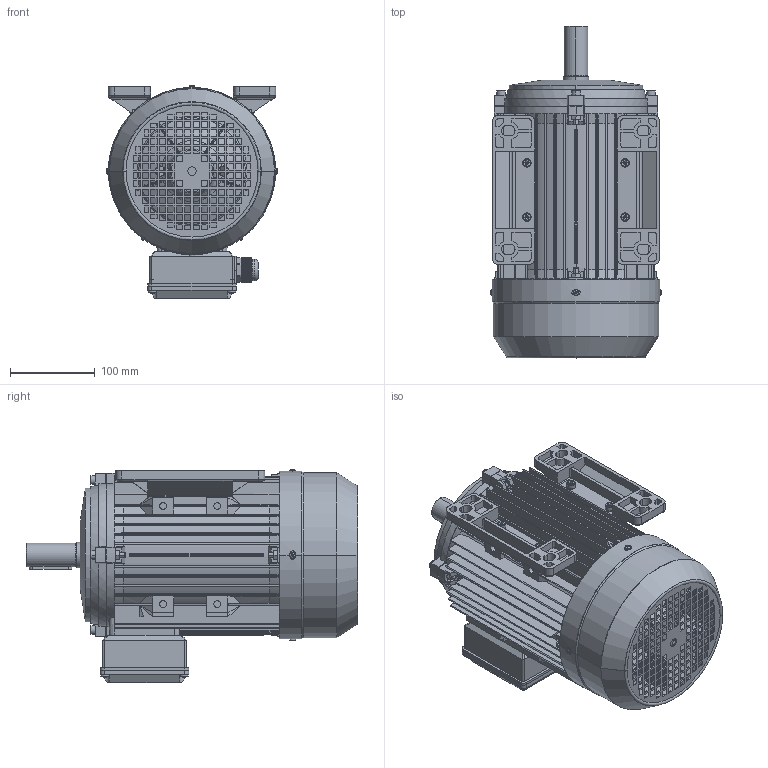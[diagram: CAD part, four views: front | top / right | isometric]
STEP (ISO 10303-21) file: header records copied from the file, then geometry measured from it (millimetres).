
FILE_DESCRIPTION (( 'STEP AP203' ), '1' );
FILE_NAME ('MS100L B3外形图.STEP', '2009-04-07T02:19:46', ( '微软用户' ), ( '微软中国' ), 'SwSTEP 2.0', 'SolidWorks 2008', '' );
FILE_SCHEMA (( 'CONFIG_CONTROL_DESIGN' ));
Length unit declared in the file: millimetre
Products named in the file (16): 100底脚_默认; 80-100接线盒盖_默认; 80-100出线螺套_默认; Cross recessed pan head tapping screws GB_GB_CROSS_SCREWS_TYPE128 ST4.8X9.5 H C-N; Hex nuts, style 1-Grades AB GB_GB_FASTENER_NUT_SNAB1 M6-N; MS100L B3俋倛芞; 100L机壳新_默认; 前B3盖_默认; Hexagon socket head cap screws GB_GB_FASTENER_SCREWS_HSHCS M6X20-N; Hexagon socket head cap screws GB_GB_FASTENER_SCREWS_HSHCS M6X35-N; 后端盖_默认; 80-100接线盒座_默认; y2风叶100#_默认; 100风罩_默认; FMCR tapping screws-scrape point A GB_GB_CROSS_SCREWS_TYPE143 ST3.5X7-N; Hexagon socket head cap screws GB_GB_FSTENER_SCREWS_HSHCS M6X35-N
Assembly tree (37 placements, depth 2):
  MS100L B3俋倛芞
    Cross recessed pan head tapping screws GB_GB_CROSS_SCREWS_TYPE128 ST4.8X9.5 H C-N  x4
    前B3盖_默认
    y2风叶100#_默认
    FMCR tapping screws-scrape point A GB_GB_CROSS_SCREWS_TYPE143 ST3.5X7-N  x4
    Hexagon socket head cap screws GB_GB_FSTENER_SCREWS_HSHCS M6X35-N  x7
    100L机壳新_默认
    Hex nuts, style 1-Grades AB GB_GB_FASTENER_NUT_SNAB1 M6-N  x7
    Hexagon socket head cap screws GB_GB_FASTENER_SCREWS_HSHCS M6X35-N
    80-100接线盒座_默认
    80-100接线盒盖_默认
    Hexagon socket head cap screws GB_GB_FASTENER_SCREWS_HSHCS M6X20-N  x4
    100风罩_默认
    100底脚_默认  x2
    80-100出线螺套_默认
    后端盖_默认
Bounding box: 203.05 x 392.12 x 252.52 mm (x, y, z)
Volume: 1765344.4 mm3; surface area: 1014580.9 mm2
Topology: 37 solids, 37 shells, 4043 faces, 10743 edges, 6894 vertices
Faces by surface type: plane 2667, cylinder 781, cone 278, bspline 162, torus 139, sphere 16
Entity records: 119178 total; most frequent: CARTESIAN_POINT 31594, ORIENTED_EDGE 18530, DIRECTION 16383, EDGE_CURVE 9265, VECTOR 6265, LINE 6265, VERTEX_POINT 5996, AXIS2_PLACEMENT_3D 5059
